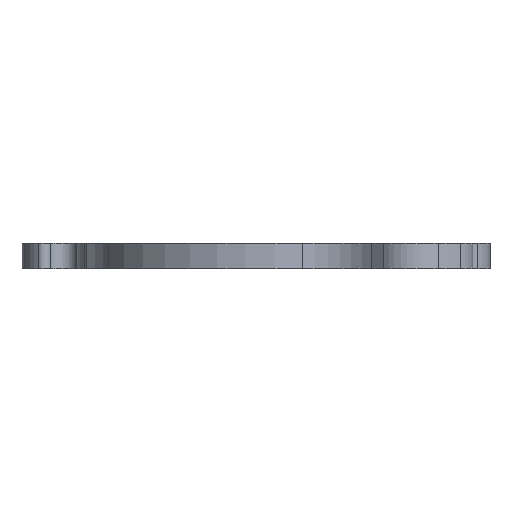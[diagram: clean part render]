
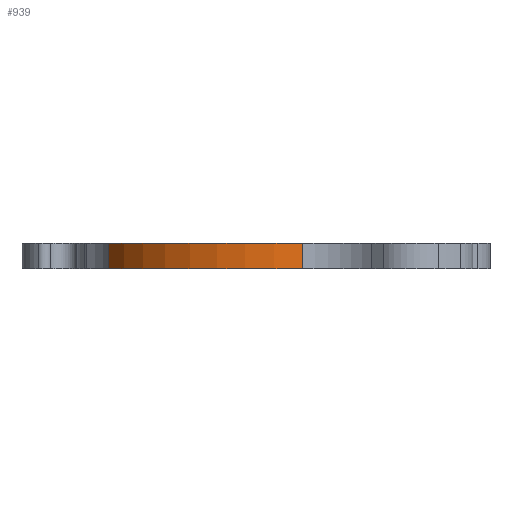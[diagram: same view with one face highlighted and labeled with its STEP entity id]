
A CAD part, front view. The second image highlights one B-rep face of the part: STEP entity #939.
In plain terms, the highlighted cylindrical face has radius 35 mm (diameter 70 mm), a partial arc.
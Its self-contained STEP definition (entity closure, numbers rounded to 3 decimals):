
#70=CYLINDRICAL_SURFACE('',#1090,35.);
#120=FACE_OUTER_BOUND('',#184,.T.);
#184=EDGE_LOOP('',(#874,#875,#876,#877));
#200=LINE('',#1493,#252);
#222=LINE('',#1627,#274);
#252=VECTOR('',#1176,10.);
#274=VECTOR('',#1316,15.);
#343=CIRCLE('',#1022,35.);
#367=CIRCLE('',#1071,35.);
#400=VERTEX_POINT('',#1490);
#401=VERTEX_POINT('',#1492);
#433=VERTEX_POINT('',#1558);
#454=VERTEX_POINT('',#1625);
#503=EDGE_CURVE('',#400,#401,#200,.T.);
#537=EDGE_CURVE('',#400,#433,#343,.T.);
#570=EDGE_CURVE('',#454,#433,#222,.T.);
#592=EDGE_CURVE('',#401,#454,#367,.T.);
#874=ORIENTED_EDGE('',*,*,#570,.F.);
#875=ORIENTED_EDGE('',*,*,#592,.F.);
#876=ORIENTED_EDGE('',*,*,#503,.F.);
#877=ORIENTED_EDGE('',*,*,#537,.T.);
#939=ADVANCED_FACE('',(#120),#70,.T.);
#1022=AXIS2_PLACEMENT_3D('',#1560,#1243,#1244);
#1071=AXIS2_PLACEMENT_3D('',#1670,#1372,#1373);
#1090=AXIS2_PLACEMENT_3D('',#1698,#1414,#1415);
#1176=DIRECTION('',(0.,0.,1.));
#1243=DIRECTION('center_axis',(0.,0.,1.));
#1244=DIRECTION('ref_axis',(-0.888,-0.459,0.));
#1316=DIRECTION('',(0.,0.,-1.));
#1372=DIRECTION('center_axis',(0.,0.,1.));
#1373=DIRECTION('ref_axis',(-0.888,-0.459,0.));
#1414=DIRECTION('center_axis',(0.,0.,1.));
#1415=DIRECTION('ref_axis',(-0.888,-0.459,0.));
#1490=CARTESIAN_POINT('',(-31.097,-16.062,0.));
#1492=CARTESIAN_POINT('',(-31.097,-16.062,5.));
#1493=CARTESIAN_POINT('',(-31.097,-16.062,0.));
#1558=CARTESIAN_POINT('',(6.651,-34.362,0.));
#1560=CARTESIAN_POINT('Origin',(0.,0.,0.));
#1625=CARTESIAN_POINT('',(6.651,-34.362,5.));
#1627=CARTESIAN_POINT('',(6.651,-34.362,0.));
#1670=CARTESIAN_POINT('Origin',(0.,0.,5.));
#1698=CARTESIAN_POINT('Origin',(0.,0.,0.));
